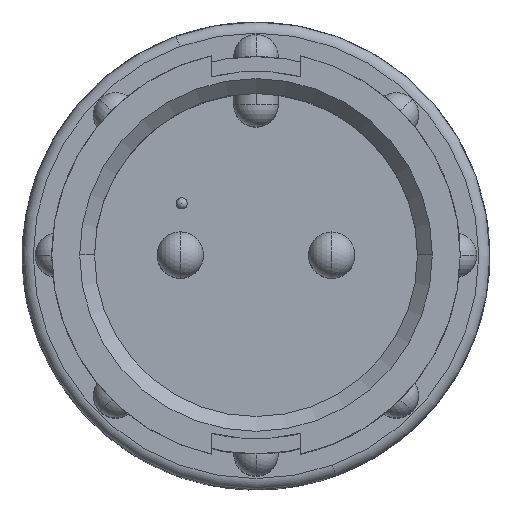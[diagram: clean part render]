
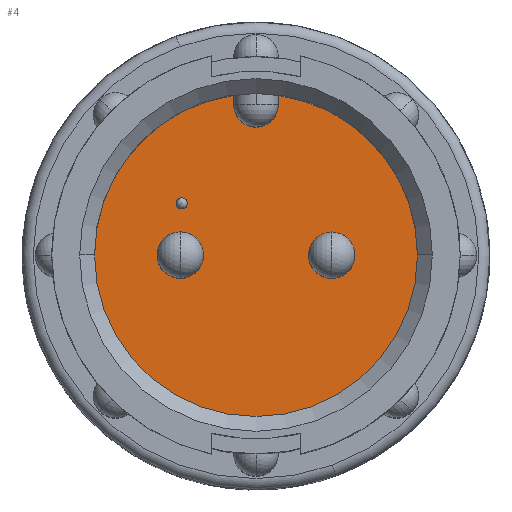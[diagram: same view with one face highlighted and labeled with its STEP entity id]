
A CAD part, top view. The second image highlights one B-rep face of the part: STEP entity #4.
In plain terms, the highlighted planar face has unit normal (0, 0, 1).
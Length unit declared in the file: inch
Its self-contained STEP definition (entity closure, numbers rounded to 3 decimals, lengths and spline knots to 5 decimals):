
#4 = ADVANCED_FACE ( 'NONE', ( #3650, #8643, #1358, #10153 ), #7853, .F. ) ;
#251 = ORIENTED_EDGE ( 'NONE', *, *, #6961, .T. ) ;
#273 = CARTESIAN_POINT ( 'NONE',  ( -0.102, 0.0001, -0.33 ) ) ;
#304 = VERTEX_POINT ( 'NONE', #5187 ) ;
#399 = CARTESIAN_POINT ( 'NONE',  ( -0.03, 0.21542, -0.33 ) ) ;
#578 = CARTESIAN_POINT ( 'NONE',  ( 0.03, 0.2025, -0.33 ) ) ;
#697 = AXIS2_PLACEMENT_3D ( 'NONE', #6090, #970, #6927 ) ;
#760 = EDGE_CURVE ( 'NONE', #3603, #7326, #827, .T. ) ;
#762 = CIRCLE ( 'NONE', #697, 0.03125 ) ;
#785 = DIRECTION ( 'NONE',  ( 1., 0., 0. ) ) ;
#827 = CIRCLE ( 'NONE', #7179, 0.2175 ) ;
#965 = DIRECTION ( 'NONE',  ( 0., 0., -1. ) ) ;
#970 = DIRECTION ( 'NONE',  ( 0., 0., -1. ) ) ;
#1113 = DIRECTION ( 'NONE',  ( -1., 0., 0. ) ) ;
#1323 = DIRECTION ( 'NONE',  ( 0., -1., 0. ) ) ;
#1330 = ORIENTED_EDGE ( 'NONE', *, *, #7395, .T. ) ;
#1349 = EDGE_CURVE ( 'NONE', #304, #1381, #9497, .T. ) ;
#1358 = FACE_BOUND ( 'NONE', #4651, .T. ) ;
#1365 = CARTESIAN_POINT ( 'NONE',  ( -0.03, 0.2025, -0.33 ) ) ;
#1381 = VERTEX_POINT ( 'NONE', #7729 ) ;
#1592 = EDGE_LOOP ( 'NONE', ( #3950, #5023, #6681, #1330, #5688, #9896 ) ) ;
#1840 = DIRECTION ( 'NONE',  ( -1., 0., 0. ) ) ;
#2187 = AXIS2_PLACEMENT_3D ( 'NONE', #2207, #3539, #1840 ) ;
#2207 = CARTESIAN_POINT ( 'NONE',  ( -0.1, 0.07, -0.33 ) ) ;
#2231 = CIRCLE ( 'NONE', #2989, 0.03125 ) ;
#2266 = EDGE_CURVE ( 'NONE', #7326, #6889, #2955, .T. ) ;
#2374 = CIRCLE ( 'NONE', #5071, 0.2175 ) ;
#2389 = DIRECTION ( 'NONE',  ( 0., 0., -1. ) ) ;
#2520 = AXIS2_PLACEMENT_3D ( 'NONE', #7634, #2556, #8496 ) ;
#2556 = DIRECTION ( 'NONE',  ( 0., 0., 1. ) ) ;
#2714 = EDGE_CURVE ( 'NONE', #5802, #10424, #3354, .T. ) ;
#2727 = CARTESIAN_POINT ( 'NONE',  ( -0.03, 0.2025, -0.33 ) ) ;
#2955 = CIRCLE ( 'NONE', #7044, 0.2175 ) ;
#2989 = AXIS2_PLACEMENT_3D ( 'NONE', #273, #6235, #1113 ) ;
#3188 = ORIENTED_EDGE ( 'NONE', *, *, #6352, .F. ) ;
#3234 = CARTESIAN_POINT ( 'NONE',  ( -0.07075, 0.0001, -0.33 ) ) ;
#3354 = CIRCLE ( 'NONE', #7980, 0.03125 ) ;
#3534 = CARTESIAN_POINT ( 'NONE',  ( 0.2175, 0., -0.33 ) ) ;
#3539 = DIRECTION ( 'NONE',  ( 0., 0., 1. ) ) ;
#3603 = VERTEX_POINT ( 'NONE', #399 ) ;
#3650 = FACE_OUTER_BOUND ( 'NONE', #1592, .T. ) ;
#3671 = AXIS2_PLACEMENT_3D ( 'NONE', #6086, #965, #6924 ) ;
#3750 = VECTOR ( 'NONE', #7379, 39.37008 ) ;
#3808 = ORIENTED_EDGE ( 'NONE', *, *, #6840, .T. ) ;
#3864 = VECTOR ( 'NONE', #1323, 39.37008 ) ;
#3950 = ORIENTED_EDGE ( 'NONE', *, *, #5767, .F. ) ;
#3990 = CARTESIAN_POINT ( 'NONE',  ( 0.03, 0.2025, -0.33 ) ) ;
#4150 = EDGE_CURVE ( 'NONE', #9997, #4623, #10542, .T. ) ;
#4189 = CARTESIAN_POINT ( 'NONE',  ( 0., 0., -0.33 ) ) ;
#4192 = EDGE_LOOP ( 'NONE', ( #3188, #10649 ) ) ;
#4351 = DIRECTION ( 'NONE',  ( 0., 0., 1. ) ) ;
#4623 = VERTEX_POINT ( 'NONE', #4640 ) ;
#4640 = CARTESIAN_POINT ( 'NONE',  ( 0.03, 0.21542, -0.33 ) ) ;
#4651 = EDGE_LOOP ( 'NONE', ( #3808, #10229 ) ) ;
#4766 = DIRECTION ( 'NONE',  ( 0., 0., 1. ) ) ;
#4970 = CIRCLE ( 'NONE', #3671, 0.03125 ) ;
#5023 = ORIENTED_EDGE ( 'NONE', *, *, #760, .T. ) ;
#5035 = DIRECTION ( 'NONE',  ( 1., 0., 0. ) ) ;
#5071 = AXIS2_PLACEMENT_3D ( 'NONE', #9431, #4351, #10287 ) ;
#5187 = CARTESIAN_POINT ( 'NONE',  ( -0.0925, 0.07, -0.33 ) ) ;
#5390 = CARTESIAN_POINT ( 'NONE',  ( -0.13325, 0.0001, -0.33 ) ) ;
#5580 = AXIS2_PLACEMENT_3D ( 'NONE', #10410, #9547, #6157 ) ;
#5688 = ORIENTED_EDGE ( 'NONE', *, *, #4150, .F. ) ;
#5692 = CARTESIAN_POINT ( 'NONE',  ( 0.07075, 0., -0.33 ) ) ;
#5767 = EDGE_CURVE ( 'NONE', #3603, #8415, #5855, .T. ) ;
#5802 = VERTEX_POINT ( 'NONE', #5692 ) ;
#5855 = LINE ( 'NONE', #2727, #3864 ) ;
#5901 = DIRECTION ( 'NONE',  ( 0., 0., 1. ) ) ;
#6052 = ORIENTED_EDGE ( 'NONE', *, *, #10335, .T. ) ;
#6086 = CARTESIAN_POINT ( 'NONE',  ( -0.102, 0.0001, -0.33 ) ) ;
#6090 = CARTESIAN_POINT ( 'NONE',  ( 0.102, 0., -0.33 ) ) ;
#6157 = DIRECTION ( 'NONE',  ( -1., 0., 0. ) ) ;
#6222 = EDGE_LOOP ( 'NONE', ( #251, #6052 ) ) ;
#6235 = DIRECTION ( 'NONE',  ( 0., 0., -1. ) ) ;
#6352 = EDGE_CURVE ( 'NONE', #1381, #304, #7691, .T. ) ;
#6681 = ORIENTED_EDGE ( 'NONE', *, *, #2266, .T. ) ;
#6840 = EDGE_CURVE ( 'NONE', #10424, #5802, #762, .T. ) ;
#6889 = VERTEX_POINT ( 'NONE', #3534 ) ;
#6924 = DIRECTION ( 'NONE',  ( -1., 0., 0. ) ) ;
#6927 = DIRECTION ( 'NONE',  ( -1., 0., 0. ) ) ;
#6961 = EDGE_CURVE ( 'NONE', #10070, #6975, #2231, .T. ) ;
#6975 = VERTEX_POINT ( 'NONE', #5390 ) ;
#7044 = AXIS2_PLACEMENT_3D ( 'NONE', #11007, #5901, #785 ) ;
#7179 = AXIS2_PLACEMENT_3D ( 'NONE', #4189, #10119, #5035 ) ;
#7326 = VERTEX_POINT ( 'NONE', #11009 ) ;
#7379 = DIRECTION ( 'NONE',  ( 0., 1., 0. ) ) ;
#7395 = EDGE_CURVE ( 'NONE', #6889, #4623, #2374, .T. ) ;
#7462 = CIRCLE ( 'NONE', #2520, 0.03 ) ;
#7468 = CARTESIAN_POINT ( 'NONE',  ( 0.102, 0., -0.33 ) ) ;
#7634 = CARTESIAN_POINT ( 'NONE',  ( 0., 0.2025, -0.33 ) ) ;
#7691 = CIRCLE ( 'NONE', #8533, 0.0075 ) ;
#7729 = CARTESIAN_POINT ( 'NONE',  ( -0.1075, 0.07, -0.33 ) ) ;
#7853 = PLANE ( 'NONE',  #5580 ) ;
#7980 = AXIS2_PLACEMENT_3D ( 'NONE', #7468, #2389, #8332 ) ;
#8332 = DIRECTION ( 'NONE',  ( -1., 0., 0. ) ) ;
#8415 = VERTEX_POINT ( 'NONE', #1365 ) ;
#8496 = DIRECTION ( 'NONE',  ( 1., 0., 0. ) ) ;
#8533 = AXIS2_PLACEMENT_3D ( 'NONE', #9828, #4766, #10716 ) ;
#8643 = FACE_BOUND ( 'NONE', #4192, .T. ) ;
#9431 = CARTESIAN_POINT ( 'NONE',  ( 0., 0., -0.33 ) ) ;
#9497 = CIRCLE ( 'NONE', #2187, 0.0075 ) ;
#9547 = DIRECTION ( 'NONE',  ( 0., 0., -1. ) ) ;
#9828 = CARTESIAN_POINT ( 'NONE',  ( -0.1, 0.07, -0.33 ) ) ;
#9896 = ORIENTED_EDGE ( 'NONE', *, *, #10193, .F. ) ;
#9997 = VERTEX_POINT ( 'NONE', #3990 ) ;
#10070 = VERTEX_POINT ( 'NONE', #3234 ) ;
#10119 = DIRECTION ( 'NONE',  ( 0., 0., 1. ) ) ;
#10153 = FACE_BOUND ( 'NONE', #6222, .T. ) ;
#10193 = EDGE_CURVE ( 'NONE', #8415, #9997, #7462, .T. ) ;
#10229 = ORIENTED_EDGE ( 'NONE', *, *, #2714, .T. ) ;
#10287 = DIRECTION ( 'NONE',  ( 1., 0., 0. ) ) ;
#10335 = EDGE_CURVE ( 'NONE', #6975, #10070, #4970, .T. ) ;
#10410 = CARTESIAN_POINT ( 'NONE',  ( 0., 0., -0.33 ) ) ;
#10424 = VERTEX_POINT ( 'NONE', #10453 ) ;
#10453 = CARTESIAN_POINT ( 'NONE',  ( 0.13325, 0., -0.33 ) ) ;
#10542 = LINE ( 'NONE', #578, #3750 ) ;
#10649 = ORIENTED_EDGE ( 'NONE', *, *, #1349, .F. ) ;
#10716 = DIRECTION ( 'NONE',  ( -1., 0., 0. ) ) ;
#11007 = CARTESIAN_POINT ( 'NONE',  ( 0., 0., -0.33 ) ) ;
#11009 = CARTESIAN_POINT ( 'NONE',  ( -0.2175, 0., -0.33 ) ) ;
